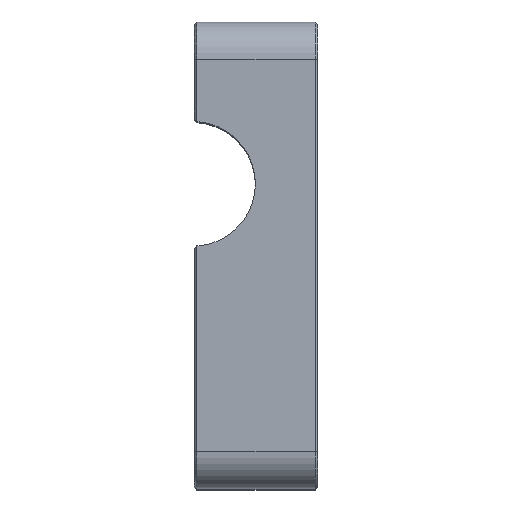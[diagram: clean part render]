
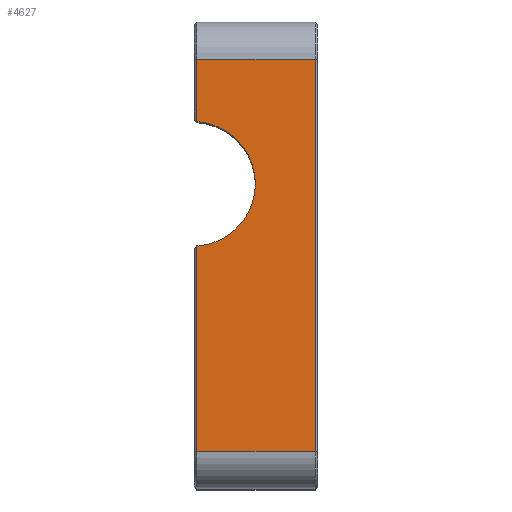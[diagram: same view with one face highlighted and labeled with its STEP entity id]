
A CAD part, top view. The second image highlights one B-rep face of the part: STEP entity #4627.
In plain terms, the highlighted planar face has unit normal (0, 0, 1).
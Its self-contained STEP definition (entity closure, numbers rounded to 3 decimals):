
#75 = VECTOR ( 'NONE', #4211, 1000. ) ;
#140 = EDGE_CURVE ( 'NONE', #3770, #1165, #1077, .T. ) ;
#215 = VERTEX_POINT ( 'NONE', #2306 ) ;
#280 = DIRECTION ( 'NONE',  ( 0., 0., 1. ) ) ;
#443 = VERTEX_POINT ( 'NONE', #4694 ) ;
#500 = VECTOR ( 'NONE', #2798, 1000. ) ;
#557 = CARTESIAN_POINT ( 'NONE',  ( -14.7, 18.75, 25. ) ) ;
#602 = DIRECTION ( 'NONE',  ( 1., 0., 0. ) ) ;
#621 = DIRECTION ( 'NONE',  ( 0., 0., 1. ) ) ;
#757 = DIRECTION ( 'NONE',  ( -1., 0., 0. ) ) ;
#961 = CARTESIAN_POINT ( 'NONE',  ( -14.7, 18.75, 25. ) ) ;
#1039 = FACE_OUTER_BOUND ( 'NONE', #3679, .T. ) ;
#1061 = ORIENTED_EDGE ( 'NONE', *, *, #2122, .F. ) ;
#1077 = LINE ( 'NONE', #2164, #5070 ) ;
#1079 = EDGE_CURVE ( 'NONE', #4468, #1165, #3797, .T. ) ;
#1114 = VECTOR ( 'NONE', #5789, 1000. ) ;
#1165 = VERTEX_POINT ( 'NONE', #3874 ) ;
#1205 = CARTESIAN_POINT ( 'NONE',  ( -14.691, 0.76, 25. ) ) ;
#1289 = CARTESIAN_POINT ( 'NONE',  ( -15., 5.75, 25. ) ) ;
#1414 = DIRECTION ( 'NONE',  ( 0., -1., 0. ) ) ;
#1553 = DIRECTION ( 'NONE',  ( 0., 0., -1. ) ) ;
#1795 = ORIENTED_EDGE ( 'NONE', *, *, #4425, .T. ) ;
#1895 = CARTESIAN_POINT ( 'NONE',  ( -10., 5.75, 25. ) ) ;
#1962 = VECTOR ( 'NONE', #1414, 1000. ) ;
#2035 = LINE ( 'NONE', #961, #1962 ) ;
#2042 = AXIS2_PLACEMENT_3D ( 'NONE', #2881, #621, #602 ) ;
#2064 = DIRECTION ( 'NONE',  ( 1., 0., 0. ) ) ;
#2122 = EDGE_CURVE ( 'NONE', #4683, #4468, #3579, .T. ) ;
#2164 = CARTESIAN_POINT ( 'NONE',  ( -14.691, 10.74, 25. ) ) ;
#2209 = CARTESIAN_POINT ( 'NONE',  ( -14.7, 10.749, 25. ) ) ;
#2306 = CARTESIAN_POINT ( 'NONE',  ( -14.7, 15.75, 25. ) ) ;
#2405 = EDGE_CURVE ( 'NONE', #3793, #3271, #5254, .T. ) ;
#2624 = LINE ( 'NONE', #4338, #5467 ) ;
#2798 = DIRECTION ( 'NONE',  ( 0., 1., 0. ) ) ;
#2822 = ORIENTED_EDGE ( 'NONE', *, *, #3548, .T. ) ;
#2841 = LINE ( 'NONE', #1205, #1114 ) ;
#2881 = CARTESIAN_POINT ( 'NONE',  ( -15., 5.75, 25. ) ) ;
#2959 = ORIENTED_EDGE ( 'NONE', *, *, #4876, .T. ) ;
#3202 = EDGE_CURVE ( 'NONE', #443, #215, #2624, .T. ) ;
#3271 = VERTEX_POINT ( 'NONE', #5821 ) ;
#3543 = DIRECTION ( 'NONE',  ( 1., 0., 0. ) ) ;
#3548 = EDGE_CURVE ( 'NONE', #215, #3770, #2035, .T. ) ;
#3579 = CIRCLE ( 'NONE', #4282, 5. ) ;
#3613 = CARTESIAN_POINT ( 'NONE',  ( -14.7, 0.751, 25. ) ) ;
#3634 = VERTEX_POINT ( 'NONE', #5754 ) ;
#3679 = EDGE_LOOP ( 'NONE', ( #2959, #1795, #5093, #2822, #3886, #5096, #1061, #5617, #4537 ) ) ;
#3749 = EDGE_CURVE ( 'NONE', #4683, #3793, #2841, .T. ) ;
#3770 = VERTEX_POINT ( 'NONE', #2209 ) ;
#3771 = VECTOR ( 'NONE', #3543, 1000. ) ;
#3793 = VERTEX_POINT ( 'NONE', #3613 ) ;
#3797 = CIRCLE ( 'NONE', #2042, 5. ) ;
#3874 = CARTESIAN_POINT ( 'NONE',  ( -14.691, 10.74, 25. ) ) ;
#3886 = ORIENTED_EDGE ( 'NONE', *, *, #140, .T. ) ;
#3985 = AXIS2_PLACEMENT_3D ( 'NONE', #4258, #1553, #5678 ) ;
#4211 = DIRECTION ( 'NONE',  ( 0., -1., 0. ) ) ;
#4258 = CARTESIAN_POINT ( 'NONE',  ( 25., 18.75, 25. ) ) ;
#4282 = AXIS2_PLACEMENT_3D ( 'NONE', #1289, #280, #2064 ) ;
#4293 = PLANE ( 'NONE',  #3985 ) ;
#4338 = CARTESIAN_POINT ( 'NONE',  ( -25., 15.75, 25. ) ) ;
#4386 = DIRECTION ( 'NONE',  ( 0.707, -0.707, 0. ) ) ;
#4425 = EDGE_CURVE ( 'NONE', #3634, #443, #4971, .T. ) ;
#4468 = VERTEX_POINT ( 'NONE', #1895 ) ;
#4537 = ORIENTED_EDGE ( 'NONE', *, *, #2405, .T. ) ;
#4627 = ADVANCED_FACE ( 'NONE', ( #1039 ), #4293, .F. ) ;
#4683 = VERTEX_POINT ( 'NONE', #5210 ) ;
#4694 = CARTESIAN_POINT ( 'NONE',  ( -5.2, 15.75, 25. ) ) ;
#4876 = EDGE_CURVE ( 'NONE', #3271, #3634, #5744, .T. ) ;
#4896 = CARTESIAN_POINT ( 'NONE',  ( -5.2, 18.75, 25. ) ) ;
#4971 = LINE ( 'NONE', #4896, #500 ) ;
#5070 = VECTOR ( 'NONE', #4386, 1000. ) ;
#5093 = ORIENTED_EDGE ( 'NONE', *, *, #3202, .T. ) ;
#5096 = ORIENTED_EDGE ( 'NONE', *, *, #1079, .F. ) ;
#5210 = CARTESIAN_POINT ( 'NONE',  ( -14.691, 0.76, 25. ) ) ;
#5254 = LINE ( 'NONE', #557, #75 ) ;
#5467 = VECTOR ( 'NONE', #757, 1000. ) ;
#5617 = ORIENTED_EDGE ( 'NONE', *, *, #3749, .T. ) ;
#5678 = DIRECTION ( 'NONE',  ( -1., 0., 0. ) ) ;
#5744 = LINE ( 'NONE', #5855, #3771 ) ;
#5754 = CARTESIAN_POINT ( 'NONE',  ( -5.2, -15.75, 25. ) ) ;
#5789 = DIRECTION ( 'NONE',  ( -0.707, -0.707, 0. ) ) ;
#5821 = CARTESIAN_POINT ( 'NONE',  ( -14.7, -15.75, 25. ) ) ;
#5855 = CARTESIAN_POINT ( 'NONE',  ( 25., -15.75, 25. ) ) ;
